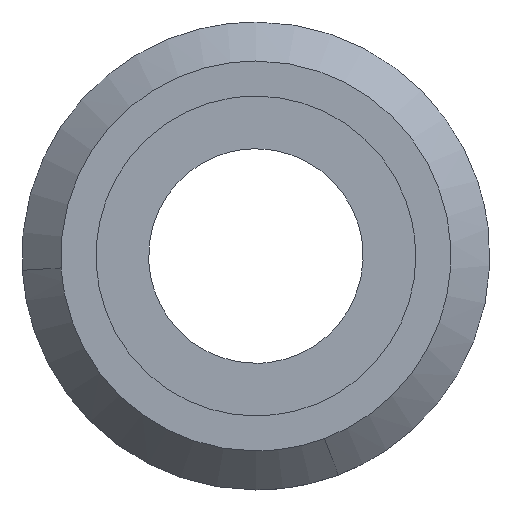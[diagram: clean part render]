
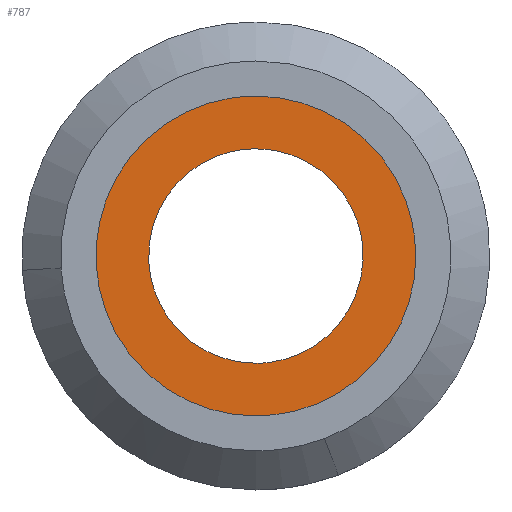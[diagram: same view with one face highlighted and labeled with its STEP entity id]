
A CAD part, front view. The second image highlights one B-rep face of the part: STEP entity #787.
In plain terms, the highlighted free-form (B-spline) face has degree [1, 1] with [2, 2] control points.
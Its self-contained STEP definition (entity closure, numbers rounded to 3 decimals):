
#432=CARTESIAN_POINT('',(-2.745,0.,-0.168));
#433=VERTEX_POINT('',#432);
#439=CARTESIAN_POINT('',(0.0,0.0,-2.75));
#440=VERTEX_POINT('',#439);
#441=CARTESIAN_POINT('',(0.0,0.0,-2.75));
#442=CARTESIAN_POINT('',(-2.587,0.0,-2.75));
#443=CARTESIAN_POINT('',(-2.745,0.,-0.168));
#451=(BOUNDED_CURVE()B_SPLINE_CURVE(2,(#441,#442,#443),.UNSPECIFIED.,.F.,.U.)B_SPLINE_CURVE_WITH_KNOTS((3,3),(0.5,0.739),.UNSPECIFIED.)CURVE()GEOMETRIC_REPRESENTATION_ITEM()RATIONAL_B_SPLINE_CURVE((1.0,0.72,0.976))REPRESENTATION_ITEM(''));
#452=EDGE_CURVE('',#440,#433,#451,.T.);
#454=CARTESIAN_POINT('',(2.731,0.,0.325));
#455=VERTEX_POINT('',#454);
#456=CARTESIAN_POINT('',(2.731,0.,0.325));
#457=CARTESIAN_POINT('',(2.75,0.0,0.163));
#458=CARTESIAN_POINT('',(2.75,0.0,0.0));
#459=CARTESIAN_POINT('',(2.75,0.0,-2.75));
#460=CARTESIAN_POINT('',(0.0,0.0,-2.75));
#468=(BOUNDED_CURVE()B_SPLINE_CURVE(2,(#456,#457,#458,#459,#460),.UNSPECIFIED.,.F.,.U.)B_SPLINE_CURVE_WITH_KNOTS((3,2,3),(0.23,0.25,0.5),.UNSPECIFIED.)CURVE()GEOMETRIC_REPRESENTATION_ITEM()RATIONAL_B_SPLINE_CURVE((0.956,0.976,1.0,0.707,1.0))REPRESENTATION_ITEM(''));
#469=EDGE_CURVE('',#455,#440,#468,.T.);
#517=CARTESIAN_POINT('',(0.0,0.0,2.75));
#518=VERTEX_POINT('',#517);
#519=CARTESIAN_POINT('',(0.0,0.0,2.75));
#520=CARTESIAN_POINT('',(2.442,0.0,2.75));
#521=CARTESIAN_POINT('',(2.731,0.,0.325));
#529=(BOUNDED_CURVE()B_SPLINE_CURVE(2,(#519,#520,#521),.UNSPECIFIED.,.F.,.U.)B_SPLINE_CURVE_WITH_KNOTS((3,3),(0.0,0.23),.UNSPECIFIED.)CURVE()GEOMETRIC_REPRESENTATION_ITEM()RATIONAL_B_SPLINE_CURVE((1.0,0.731,0.956))REPRESENTATION_ITEM(''));
#530=EDGE_CURVE('',#518,#455,#529,.T.);
#532=CARTESIAN_POINT('',(-2.745,0.,-0.168));
#533=CARTESIAN_POINT('',(-2.75,0.0,-0.084));
#534=CARTESIAN_POINT('',(-2.75,0.0,0.0));
#535=CARTESIAN_POINT('',(-2.75,0.0,2.75));
#536=CARTESIAN_POINT('',(0.0,0.0,2.75));
#544=(BOUNDED_CURVE()B_SPLINE_CURVE(2,(#532,#533,#534,#535,#536),.UNSPECIFIED.,.F.,.U.)B_SPLINE_CURVE_WITH_KNOTS((3,2,3),(0.739,0.75,1.0),.UNSPECIFIED.)CURVE()GEOMETRIC_REPRESENTATION_ITEM()RATIONAL_B_SPLINE_CURVE((0.976,0.988,1.0,0.707,1.0))REPRESENTATION_ITEM(''));
#545=EDGE_CURVE('',#433,#518,#544,.T.);
#588=CARTESIAN_POINT('',(4.071,0.,0.484));
#589=VERTEX_POINT('',#588);
#590=CARTESIAN_POINT('',(0.0,0.0,-4.1));
#591=VERTEX_POINT('',#590);
#592=CARTESIAN_POINT('',(4.071,0.,0.484));
#593=CARTESIAN_POINT('',(4.1,0.0,0.243));
#594=CARTESIAN_POINT('',(4.1,0.0,0.0));
#595=CARTESIAN_POINT('',(4.1,0.0,-4.1));
#596=CARTESIAN_POINT('',(0.0,0.0,-4.1));
#604=(BOUNDED_CURVE()B_SPLINE_CURVE(2,(#592,#593,#594,#595,#596),.UNSPECIFIED.,.F.,.U.)B_SPLINE_CURVE_WITH_KNOTS((3,2,3),(0.23,0.25,0.5),.UNSPECIFIED.)CURVE()GEOMETRIC_REPRESENTATION_ITEM()RATIONAL_B_SPLINE_CURVE((0.956,0.976,1.0,0.707,1.0))REPRESENTATION_ITEM(''));
#605=EDGE_CURVE('',#589,#591,#604,.T.);
#607=CARTESIAN_POINT('',(-4.092,0.,-0.25));
#608=VERTEX_POINT('',#607);
#609=CARTESIAN_POINT('',(0.0,0.0,-4.1));
#610=CARTESIAN_POINT('',(-3.857,0.0,-4.1));
#611=CARTESIAN_POINT('',(-4.092,0.,-0.25));
#619=(BOUNDED_CURVE()B_SPLINE_CURVE(2,(#609,#610,#611),.UNSPECIFIED.,.F.,.U.)B_SPLINE_CURVE_WITH_KNOTS((3,3),(0.5,0.739),.UNSPECIFIED.)CURVE()GEOMETRIC_REPRESENTATION_ITEM()RATIONAL_B_SPLINE_CURVE((1.0,0.72,0.976))REPRESENTATION_ITEM(''));
#620=EDGE_CURVE('',#591,#608,#619,.T.);
#687=CARTESIAN_POINT('',(0.0,0.0,4.1));
#688=VERTEX_POINT('',#687);
#689=CARTESIAN_POINT('',(0.0,0.0,4.1));
#690=CARTESIAN_POINT('',(3.642,0.0,4.1));
#691=CARTESIAN_POINT('',(4.071,0.,0.484));
#699=(BOUNDED_CURVE()B_SPLINE_CURVE(2,(#689,#690,#691),.UNSPECIFIED.,.F.,.U.)B_SPLINE_CURVE_WITH_KNOTS((3,3),(0.0,0.23),.UNSPECIFIED.)CURVE()GEOMETRIC_REPRESENTATION_ITEM()RATIONAL_B_SPLINE_CURVE((1.0,0.731,0.956))REPRESENTATION_ITEM(''));
#700=EDGE_CURVE('',#688,#589,#699,.T.);
#734=CARTESIAN_POINT('',(-4.092,0.,-0.25));
#735=CARTESIAN_POINT('',(-4.1,0.0,-0.125));
#736=CARTESIAN_POINT('',(-4.1,0.0,0.0));
#737=CARTESIAN_POINT('',(-4.1,0.0,4.1));
#738=CARTESIAN_POINT('',(0.0,0.0,4.1));
#746=(BOUNDED_CURVE()B_SPLINE_CURVE(2,(#734,#735,#736,#737,#738),.UNSPECIFIED.,.F.,.U.)B_SPLINE_CURVE_WITH_KNOTS((3,2,3),(0.739,0.75,1.0),.UNSPECIFIED.)CURVE()GEOMETRIC_REPRESENTATION_ITEM()RATIONAL_B_SPLINE_CURVE((0.976,0.988,1.0,0.707,1.0))REPRESENTATION_ITEM(''));
#747=EDGE_CURVE('',#608,#688,#746,.T.);
#770=CARTESIAN_POINT('',(-4.509,0.0,4.51));
#771=CARTESIAN_POINT('',(-4.509,0.0,-4.51));
#772=CARTESIAN_POINT('',(4.51,0.0,4.51));
#773=CARTESIAN_POINT('',(4.51,0.0,-4.51));
#774=B_SPLINE_SURFACE_WITH_KNOTS('',1,1,((#770,#772),(#771,#773)),.UNSPECIFIED.,.F.,.F.,.U.,(2,2),(2,2),(0.0,9.019),(0.0,9.019),.UNSPECIFIED.);
#775=ORIENTED_EDGE('',*,*,#747,.F.);
#776=ORIENTED_EDGE('',*,*,#620,.F.);
#777=ORIENTED_EDGE('',*,*,#605,.F.);
#778=ORIENTED_EDGE('',*,*,#700,.F.);
#779=EDGE_LOOP('',(#775,#776,#777,#778));
#780=FACE_OUTER_BOUND('',#779,.T.);
#781=ORIENTED_EDGE('',*,*,#452,.T.);
#782=ORIENTED_EDGE('',*,*,#545,.T.);
#783=ORIENTED_EDGE('',*,*,#530,.T.);
#784=ORIENTED_EDGE('',*,*,#469,.T.);
#785=EDGE_LOOP('',(#781,#782,#783,#784));
#786=FACE_BOUND('',#785,.T.);
#787=ADVANCED_FACE('',(#780,#786),#774,.T.);
